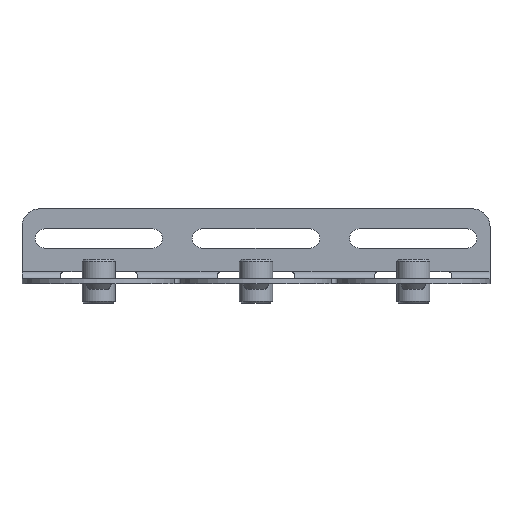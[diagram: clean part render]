
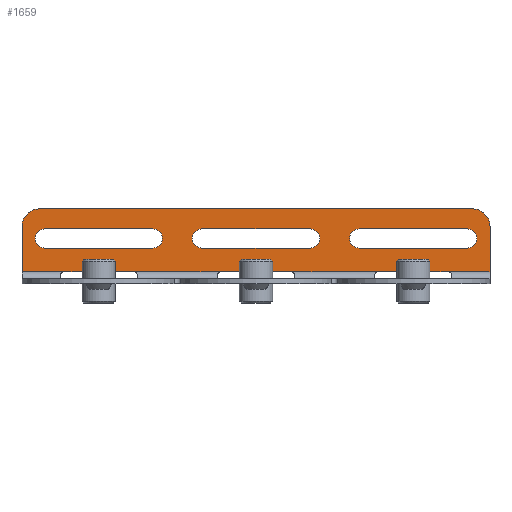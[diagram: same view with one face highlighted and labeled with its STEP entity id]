
A CAD part, front view. The second image highlights one B-rep face of the part: STEP entity #1659.
In plain terms, the highlighted planar face has unit normal (0, -1, 0).
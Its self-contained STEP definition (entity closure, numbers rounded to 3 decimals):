
#66=FACE_BOUND('',#391,.T.);
#67=FACE_BOUND('',#392,.T.);
#68=FACE_BOUND('',#393,.T.);
#118=CIRCLE('',#1726,5.5);
#120=CIRCLE('',#1730,5.5);
#122=CIRCLE('',#1734,5.5);
#124=CIRCLE('',#1738,5.5);
#126=CIRCLE('',#1742,5.5);
#128=CIRCLE('',#1746,5.5);
#145=CIRCLE('',#1783,10.);
#146=CIRCLE('',#1784,10.);
#296=FACE_OUTER_BOUND('',#390,.T.);
#390=EDGE_LOOP('',(#1274,#1275,#1276,#1277,#1278,#1279,#1280,#1281,#1282,
#1283,#1284,#1285));
#391=EDGE_LOOP('',(#1286,#1287,#1288,#1289));
#392=EDGE_LOOP('',(#1290,#1291,#1292,#1293));
#393=EDGE_LOOP('',(#1294,#1295,#1296,#1297));
#474=LINE('',#2427,#592);
#479=LINE('',#2441,#597);
#482=LINE('',#2451,#600);
#487=LINE('',#2465,#605);
#490=LINE('',#2475,#608);
#495=LINE('',#2489,#613);
#500=LINE('',#2525,#618);
#505=LINE('',#2558,#623);
#511=LINE('',#2615,#629);
#539=LINE('',#2740,#657);
#541=LINE('',#2746,#659);
#542=LINE('',#2748,#660);
#543=LINE('',#2752,#661);
#544=LINE('',#2756,#662);
#545=LINE('',#2757,#663);
#546=LINE('',#2758,#664);
#592=VECTOR('',#1921,62.);
#597=VECTOR('',#1934,62.);
#600=VECTOR('',#1945,62.);
#605=VECTOR('',#1958,62.);
#608=VECTOR('',#1969,62.);
#613=VECTOR('',#1982,62.);
#618=VECTOR('',#1997,40.);
#623=VECTOR('',#2006,40.);
#629=VECTOR('',#2018,40.);
#657=VECTOR('',#2098,50.);
#659=VECTOR('',#2104,24.);
#660=VECTOR('',#2105,26.);
#661=VECTOR('',#2108,248.);
#662=VECTOR('',#2111,26.);
#663=VECTOR('',#2112,24.);
#664=VECTOR('',#2113,50.);
#710=VERTEX_POINT('',#2425);
#711=VERTEX_POINT('',#2426);
#714=VERTEX_POINT('',#2434);
#716=VERTEX_POINT('',#2440);
#718=VERTEX_POINT('',#2449);
#719=VERTEX_POINT('',#2450);
#722=VERTEX_POINT('',#2458);
#724=VERTEX_POINT('',#2464);
#726=VERTEX_POINT('',#2473);
#727=VERTEX_POINT('',#2474);
#730=VERTEX_POINT('',#2482);
#732=VERTEX_POINT('',#2488);
#737=VERTEX_POINT('',#2511);
#738=VERTEX_POINT('',#2524);
#743=VERTEX_POINT('',#2544);
#744=VERTEX_POINT('',#2557);
#751=VERTEX_POINT('',#2601);
#752=VERTEX_POINT('',#2614);
#785=VERTEX_POINT('',#2745);
#786=VERTEX_POINT('',#2747);
#787=VERTEX_POINT('',#2749);
#788=VERTEX_POINT('',#2751);
#789=VERTEX_POINT('',#2753);
#790=VERTEX_POINT('',#2755);
#872=EDGE_CURVE('',#710,#711,#474,.T.);
#876=EDGE_CURVE('',#711,#714,#118,.T.);
#879=EDGE_CURVE('',#714,#716,#479,.T.);
#882=EDGE_CURVE('',#716,#710,#120,.T.);
#884=EDGE_CURVE('',#718,#719,#482,.T.);
#888=EDGE_CURVE('',#719,#722,#122,.T.);
#891=EDGE_CURVE('',#722,#724,#487,.T.);
#894=EDGE_CURVE('',#724,#718,#124,.T.);
#896=EDGE_CURVE('',#726,#727,#490,.T.);
#900=EDGE_CURVE('',#727,#730,#126,.T.);
#903=EDGE_CURVE('',#730,#732,#495,.T.);
#906=EDGE_CURVE('',#732,#726,#128,.T.);
#912=EDGE_CURVE('',#738,#737,#500,.T.);
#919=EDGE_CURVE('',#744,#743,#505,.T.);
#929=EDGE_CURVE('',#752,#751,#511,.T.);
#975=EDGE_CURVE('',#743,#738,#539,.T.);
#978=EDGE_CURVE('',#737,#785,#541,.T.);
#979=EDGE_CURVE('',#785,#786,#542,.T.);
#980=EDGE_CURVE('',#787,#786,#145,.T.);
#981=EDGE_CURVE('',#788,#787,#543,.T.);
#982=EDGE_CURVE('',#789,#788,#146,.T.);
#983=EDGE_CURVE('',#790,#789,#544,.T.);
#984=EDGE_CURVE('',#752,#790,#545,.T.);
#985=EDGE_CURVE('',#751,#744,#546,.T.);
#1274=ORIENTED_EDGE('',*,*,#975,.T.);
#1275=ORIENTED_EDGE('',*,*,#912,.T.);
#1276=ORIENTED_EDGE('',*,*,#978,.T.);
#1277=ORIENTED_EDGE('',*,*,#979,.T.);
#1278=ORIENTED_EDGE('',*,*,#980,.F.);
#1279=ORIENTED_EDGE('',*,*,#981,.F.);
#1280=ORIENTED_EDGE('',*,*,#982,.F.);
#1281=ORIENTED_EDGE('',*,*,#983,.F.);
#1282=ORIENTED_EDGE('',*,*,#984,.F.);
#1283=ORIENTED_EDGE('',*,*,#929,.T.);
#1284=ORIENTED_EDGE('',*,*,#985,.T.);
#1285=ORIENTED_EDGE('',*,*,#919,.T.);
#1286=ORIENTED_EDGE('',*,*,#879,.T.);
#1287=ORIENTED_EDGE('',*,*,#882,.T.);
#1288=ORIENTED_EDGE('',*,*,#872,.T.);
#1289=ORIENTED_EDGE('',*,*,#876,.T.);
#1290=ORIENTED_EDGE('',*,*,#891,.T.);
#1291=ORIENTED_EDGE('',*,*,#894,.T.);
#1292=ORIENTED_EDGE('',*,*,#884,.T.);
#1293=ORIENTED_EDGE('',*,*,#888,.T.);
#1294=ORIENTED_EDGE('',*,*,#903,.T.);
#1295=ORIENTED_EDGE('',*,*,#906,.T.);
#1296=ORIENTED_EDGE('',*,*,#896,.T.);
#1297=ORIENTED_EDGE('',*,*,#900,.T.);
#1612=PLANE('',#1782);
#1659=ADVANCED_FACE('',(#296,#66,#67,#68),#1612,.T.);
#1726=AXIS2_PLACEMENT_3D('',#2435,#1927,#1928);
#1730=AXIS2_PLACEMENT_3D('',#2446,#1939,#1940);
#1734=AXIS2_PLACEMENT_3D('',#2459,#1951,#1952);
#1738=AXIS2_PLACEMENT_3D('',#2470,#1963,#1964);
#1742=AXIS2_PLACEMENT_3D('',#2483,#1975,#1976);
#1746=AXIS2_PLACEMENT_3D('',#2494,#1987,#1988);
#1782=AXIS2_PLACEMENT_3D('',#2744,#2102,#2103);
#1783=AXIS2_PLACEMENT_3D('',#2750,#2106,#2107);
#1784=AXIS2_PLACEMENT_3D('',#2754,#2109,#2110);
#1921=DIRECTION('',(-1.,0.,0.));
#1927=DIRECTION('center_axis',(0.,1.,0.));
#1928=DIRECTION('ref_axis',(-1.,0.,0.));
#1934=DIRECTION('',(1.,0.,0.));
#1939=DIRECTION('center_axis',(0.,1.,0.));
#1940=DIRECTION('ref_axis',(-1.,0.,0.));
#1945=DIRECTION('',(1.,0.,0.));
#1951=DIRECTION('center_axis',(0.,1.,0.));
#1952=DIRECTION('ref_axis',(-1.,0.,0.));
#1958=DIRECTION('',(-1.,0.,0.));
#1963=DIRECTION('center_axis',(0.,1.,0.));
#1964=DIRECTION('ref_axis',(-1.,0.,0.));
#1969=DIRECTION('',(1.,0.,0.));
#1975=DIRECTION('center_axis',(0.,1.,0.));
#1976=DIRECTION('ref_axis',(-1.,0.,0.));
#1982=DIRECTION('',(-1.,0.,0.));
#1987=DIRECTION('center_axis',(0.,1.,0.));
#1988=DIRECTION('ref_axis',(-1.,0.,0.));
#1997=DIRECTION('',(1.,0.,0.));
#2006=DIRECTION('',(1.,0.,0.));
#2018=DIRECTION('',(1.,0.,0.));
#2098=DIRECTION('',(1.,0.,0.));
#2102=DIRECTION('center_axis',(0.,-1.,0.));
#2103=DIRECTION('ref_axis',(1.,0.,0.));
#2104=DIRECTION('',(1.,0.,0.));
#2105=DIRECTION('',(0.,0.,1.));
#2106=DIRECTION('center_axis',(0.,1.,0.));
#2107=DIRECTION('ref_axis',(0.707,0.,0.707));
#2108=DIRECTION('',(1.,0.,0.));
#2109=DIRECTION('center_axis',(0.,1.,0.));
#2110=DIRECTION('ref_axis',(-0.707,0.,0.707));
#2111=DIRECTION('',(0.,0.,1.));
#2112=DIRECTION('',(-1.,0.,0.));
#2113=DIRECTION('',(1.,0.,0.));
#2425=CARTESIAN_POINT('',(121.,-3.,20.5));
#2426=CARTESIAN_POINT('',(59.,-3.,20.5));
#2427=CARTESIAN_POINT('',(-37.5,-3.,20.5));
#2434=CARTESIAN_POINT('',(59.,-3.,31.5));
#2435=CARTESIAN_POINT('Origin',(59.,-3.,26.));
#2440=CARTESIAN_POINT('',(121.,-3.,31.5));
#2441=CARTESIAN_POINT('',(-6.5,-3.,31.5));
#2446=CARTESIAN_POINT('Origin',(121.,-3.,26.));
#2449=CARTESIAN_POINT('',(-121.,-3.,31.5));
#2450=CARTESIAN_POINT('',(-59.,-3.,31.5));
#2451=CARTESIAN_POINT('',(-96.5,-3.,31.5));
#2458=CARTESIAN_POINT('',(-59.,-3.,20.5));
#2459=CARTESIAN_POINT('Origin',(-59.,-3.,26.));
#2464=CARTESIAN_POINT('',(-121.,-3.,20.5));
#2465=CARTESIAN_POINT('',(-127.5,-3.,20.5));
#2470=CARTESIAN_POINT('Origin',(-121.,-3.,26.));
#2473=CARTESIAN_POINT('',(-31.,-3.,31.5));
#2474=CARTESIAN_POINT('',(31.,-3.,31.5));
#2475=CARTESIAN_POINT('',(-51.5,-3.,31.5));
#2482=CARTESIAN_POINT('',(31.,-3.,20.5));
#2483=CARTESIAN_POINT('Origin',(31.,-3.,26.));
#2488=CARTESIAN_POINT('',(-31.,-3.,20.5));
#2489=CARTESIAN_POINT('',(-82.5,-3.,20.5));
#2494=CARTESIAN_POINT('Origin',(-31.,-3.,26.));
#2511=CARTESIAN_POINT('',(110.,-3.,7.));
#2524=CARTESIAN_POINT('',(70.,-3.,7.));
#2525=CARTESIAN_POINT('',(-22.,-3.,7.));
#2544=CARTESIAN_POINT('',(20.,-3.,7.));
#2557=CARTESIAN_POINT('',(-20.,-3.,7.));
#2558=CARTESIAN_POINT('',(-67.,-3.,7.));
#2601=CARTESIAN_POINT('',(-70.,-3.,7.));
#2614=CARTESIAN_POINT('',(-110.,-3.,7.));
#2615=CARTESIAN_POINT('',(-112.,-3.,7.));
#2740=CARTESIAN_POINT('',(-67.,-3.,7.));
#2744=CARTESIAN_POINT('Origin',(-134.,-3.,3.));
#2745=CARTESIAN_POINT('',(134.,-3.,7.));
#2746=CARTESIAN_POINT('',(-22.,-3.,7.));
#2747=CARTESIAN_POINT('',(134.,-3.,33.));
#2748=CARTESIAN_POINT('',(134.,-3.,3.));
#2749=CARTESIAN_POINT('',(124.,-3.,43.));
#2750=CARTESIAN_POINT('Origin',(124.,-3.,33.));
#2751=CARTESIAN_POINT('',(-124.,-3.,43.));
#2752=CARTESIAN_POINT('',(-134.,-3.,43.));
#2753=CARTESIAN_POINT('',(-134.,-3.,33.));
#2754=CARTESIAN_POINT('Origin',(-124.,-3.,33.));
#2755=CARTESIAN_POINT('',(-134.,-3.,7.));
#2756=CARTESIAN_POINT('',(-134.,-3.,3.));
#2757=CARTESIAN_POINT('',(-67.,-3.,7.));
#2758=CARTESIAN_POINT('',(-112.,-3.,7.));
